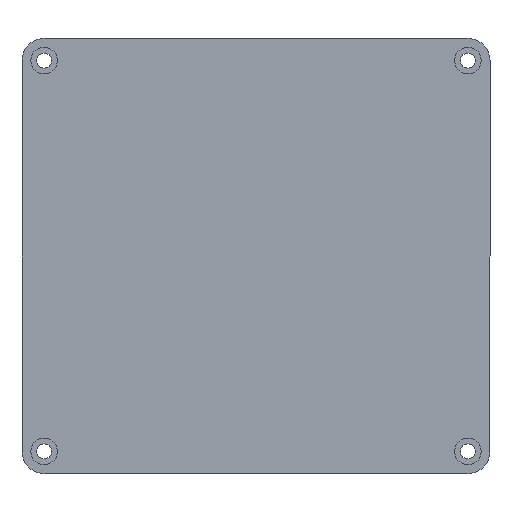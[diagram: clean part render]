
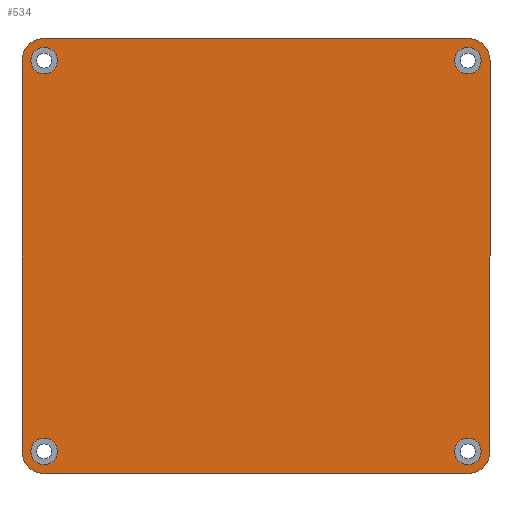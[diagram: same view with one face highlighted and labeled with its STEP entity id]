
A CAD part, front view. The second image highlights one B-rep face of the part: STEP entity #534.
In plain terms, the highlighted planar face has unit normal (0, -1, 0).
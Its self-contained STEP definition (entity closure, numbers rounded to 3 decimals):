
#19=FACE_BOUND('',#101,.T.);
#20=FACE_BOUND('',#102,.T.);
#21=FACE_BOUND('',#103,.T.);
#22=FACE_BOUND('',#104,.T.);
#40=PLANE('',#607);
#66=FACE_OUTER_BOUND('',#100,.T.);
#100=EDGE_LOOP('',(#465,#466,#467,#468,#469,#470,#471,#472));
#101=EDGE_LOOP('',(#473));
#102=EDGE_LOOP('',(#474));
#103=EDGE_LOOP('',(#475));
#104=EDGE_LOOP('',(#476));
#131=LINE('',#828,#179);
#140=LINE('',#848,#188);
#142=LINE('',#854,#190);
#160=LINE('',#907,#208);
#179=VECTOR('',#660,10.);
#188=VECTOR('',#679,10.);
#190=VECTOR('',#687,10.);
#208=VECTOR('',#747,10.);
#214=CIRCLE('',#568,5.);
#222=CIRCLE('',#579,5.);
#223=CIRCLE('',#581,5.);
#224=CIRCLE('',#584,5.);
#226=CIRCLE('',#594,3.);
#228=CIRCLE('',#597,3.);
#230=CIRCLE('',#600,3.);
#232=CIRCLE('',#603,3.);
#239=VERTEX_POINT('',#783);
#240=VERTEX_POINT('',#785);
#259=VERTEX_POINT('',#827);
#262=VERTEX_POINT('',#836);
#263=VERTEX_POINT('',#840);
#264=VERTEX_POINT('',#842);
#265=VERTEX_POINT('',#846);
#266=VERTEX_POINT('',#850);
#274=VERTEX_POINT('',#882);
#276=VERTEX_POINT('',#888);
#278=VERTEX_POINT('',#894);
#280=VERTEX_POINT('',#900);
#287=EDGE_CURVE('',#239,#240,#214,.T.);
#308=EDGE_CURVE('',#240,#259,#131,.T.);
#313=EDGE_CURVE('',#259,#262,#222,.T.);
#316=EDGE_CURVE('',#263,#264,#223,.T.);
#319=EDGE_CURVE('',#265,#263,#140,.T.);
#321=EDGE_CURVE('',#266,#265,#224,.T.);
#322=EDGE_CURVE('',#262,#266,#142,.T.);
#337=EDGE_CURVE('',#274,#274,#226,.T.);
#340=EDGE_CURVE('',#276,#276,#228,.T.);
#343=EDGE_CURVE('',#278,#278,#230,.T.);
#346=EDGE_CURVE('',#280,#280,#232,.T.);
#348=EDGE_CURVE('',#264,#239,#160,.T.);
#465=ORIENTED_EDGE('',*,*,#287,.F.);
#466=ORIENTED_EDGE('',*,*,#348,.F.);
#467=ORIENTED_EDGE('',*,*,#316,.F.);
#468=ORIENTED_EDGE('',*,*,#319,.F.);
#469=ORIENTED_EDGE('',*,*,#321,.F.);
#470=ORIENTED_EDGE('',*,*,#322,.F.);
#471=ORIENTED_EDGE('',*,*,#313,.F.);
#472=ORIENTED_EDGE('',*,*,#308,.F.);
#473=ORIENTED_EDGE('',*,*,#337,.F.);
#474=ORIENTED_EDGE('',*,*,#340,.F.);
#475=ORIENTED_EDGE('',*,*,#346,.F.);
#476=ORIENTED_EDGE('',*,*,#343,.F.);
#534=ADVANCED_FACE('',(#66,#19,#20,#21,#22),#40,.F.);
#568=AXIS2_PLACEMENT_3D('',#786,#627,#628);
#579=AXIS2_PLACEMENT_3D('',#837,#667,#668);
#581=AXIS2_PLACEMENT_3D('',#843,#673,#674);
#584=AXIS2_PLACEMENT_3D('',#852,#683,#684);
#594=AXIS2_PLACEMENT_3D('',#884,#717,#718);
#597=AXIS2_PLACEMENT_3D('',#890,#724,#725);
#600=AXIS2_PLACEMENT_3D('',#896,#731,#732);
#603=AXIS2_PLACEMENT_3D('',#902,#738,#739);
#607=AXIS2_PLACEMENT_3D('',#908,#748,#749);
#627=DIRECTION('center_axis',(0.,1.,0.));
#628=DIRECTION('ref_axis',(-0.707,0.,-0.707));
#660=DIRECTION('',(0.,0.,1.));
#667=DIRECTION('center_axis',(0.,1.,0.));
#668=DIRECTION('ref_axis',(-0.707,0.,0.707));
#673=DIRECTION('center_axis',(0.,1.,0.));
#674=DIRECTION('ref_axis',(0.707,0.,-0.707));
#679=DIRECTION('',(0.,0.,-1.));
#683=DIRECTION('center_axis',(0.,1.,0.));
#684=DIRECTION('ref_axis',(0.707,0.,0.707));
#687=DIRECTION('',(1.,0.,0.));
#717=DIRECTION('center_axis',(0.,-1.,0.));
#718=DIRECTION('ref_axis',(1.,0.,0.));
#724=DIRECTION('center_axis',(0.,-1.,0.));
#725=DIRECTION('ref_axis',(1.,0.,0.));
#731=DIRECTION('center_axis',(0.,-1.,0.));
#732=DIRECTION('ref_axis',(1.,0.,0.));
#738=DIRECTION('center_axis',(0.,-1.,0.));
#739=DIRECTION('ref_axis',(1.,0.,0.));
#747=DIRECTION('',(-1.,0.,0.));
#748=DIRECTION('center_axis',(0.,1.,0.));
#749=DIRECTION('ref_axis',(0.,0.,1.));
#783=CARTESIAN_POINT('',(-91.,0.,-88.62));
#785=CARTESIAN_POINT('',(-96.,0.,-83.62));
#786=CARTESIAN_POINT('Origin',(-91.,0.,-83.62));
#827=CARTESIAN_POINT('',(-96.,0.,4.5));
#828=CARTESIAN_POINT('',(-96.,0.,-88.62));
#836=CARTESIAN_POINT('',(-91.,0.,9.5));
#837=CARTESIAN_POINT('Origin',(-91.,0.,4.5));
#840=CARTESIAN_POINT('',(9.5,0.,-83.62));
#842=CARTESIAN_POINT('',(4.5,0.,-88.62));
#843=CARTESIAN_POINT('Origin',(4.5,0.,-83.62));
#846=CARTESIAN_POINT('',(9.5,0.,4.5));
#848=CARTESIAN_POINT('',(9.5,0.,9.5));
#850=CARTESIAN_POINT('',(4.5,0.,9.5));
#852=CARTESIAN_POINT('Origin',(4.5,0.,4.5));
#854=CARTESIAN_POINT('',(-96.,0.,9.5));
#882=CARTESIAN_POINT('',(-94.,0.,-83.62));
#884=CARTESIAN_POINT('Origin',(-91.,0.,-83.62));
#888=CARTESIAN_POINT('',(1.5,0.,-83.62));
#890=CARTESIAN_POINT('Origin',(4.5,0.,-83.62));
#894=CARTESIAN_POINT('',(-94.,0.,4.5));
#896=CARTESIAN_POINT('Origin',(-91.,0.,4.5));
#900=CARTESIAN_POINT('',(1.5,0.,4.5));
#902=CARTESIAN_POINT('Origin',(4.5,0.,4.5));
#907=CARTESIAN_POINT('',(9.5,0.,-88.62));
#908=CARTESIAN_POINT('Origin',(-43.25,0.,-39.56));
